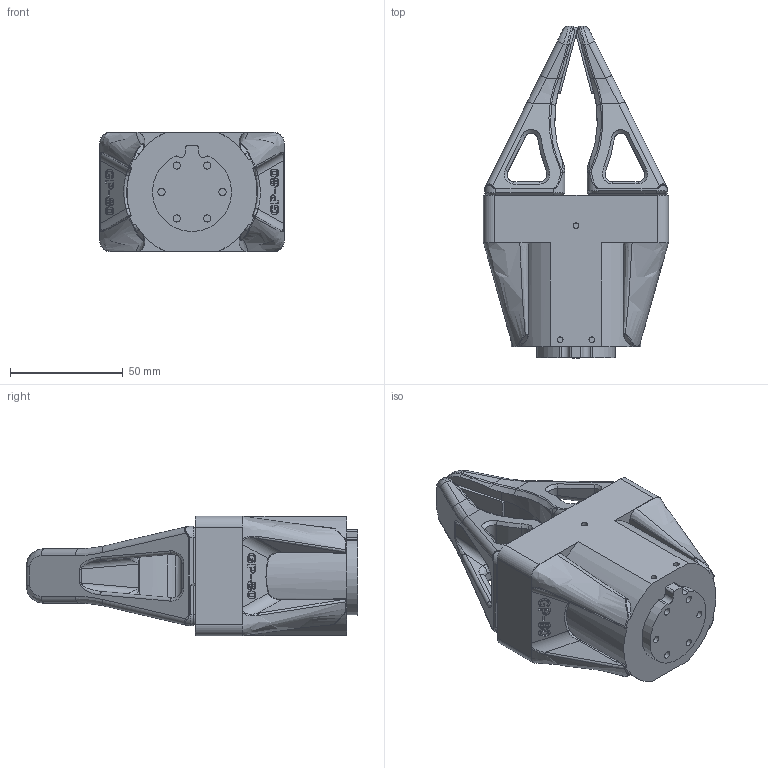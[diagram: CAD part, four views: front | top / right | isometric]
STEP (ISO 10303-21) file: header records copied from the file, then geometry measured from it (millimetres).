
FILE_DESCRIPTION (( 'STEP AP203' ), '1' );
FILE_NAME ('GP80潠趙耀倰.STEP', '2026-03-28T08:39:57', ( '' ), ( '' ), 'SwSTEP 2.0', 'SolidWorks 2024', '' );
FILE_SCHEMA (( 'CONFIG_CONTROL_DESIGN' ));
Length unit declared in the file: millimetre
Products named in the file (1): GP80简化模型
Bounding box: 82 x 147.02 x 53 mm (x, y, z)
Volume: 277932.7 mm3; surface area: 55074.7 mm2
Topology: 3 solids, 3 shells, 679 faces, 1731 edges, 1084 vertices
Faces by surface type: bspline 268, plane 225, cylinder 160, cone 22, torus 4
Full cylindrical faces by diameter (mm): 2.5 x3, 3.2 x6, 3.3 x6, 6 x6
Entity records: 38683 total; most frequent: CARTESIAN_POINT 24782, ORIENTED_EDGE 3384, DIRECTION 2026, EDGE_CURVE 1692, VERTEX_POINT 1072, EDGE_LOOP 760, FACE_OUTER_BOUND 700, AXIS2_PLACEMENT_3D 698
